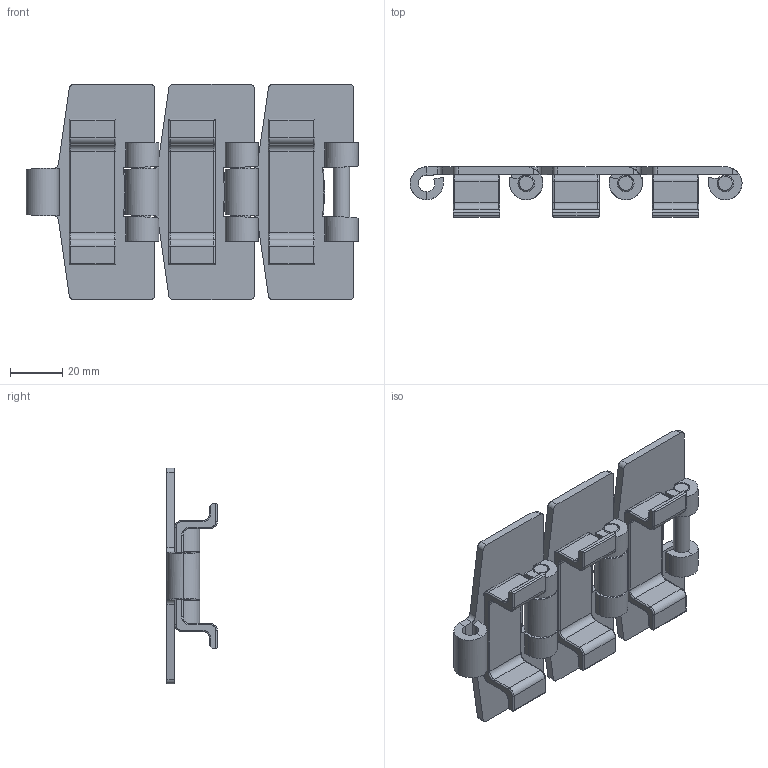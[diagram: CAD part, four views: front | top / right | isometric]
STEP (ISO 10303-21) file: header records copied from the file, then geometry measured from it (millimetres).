
FILE_DESCRIPTION (( 'STEP AP214' ), '1' );
FILE_NAME ('Rexnord-881 TAB-SS 881 TAB K-3-14.step', '2019-03-27T06:52:30', ( '' ), ( '' ), 'SwSTEP 2.0', 'SolidWorks 2019', '' );
FILE_SCHEMA (( 'AUTOMOTIVE_DESIGN' ));
Length unit declared in the file: inch
Products named in the file (3): 881_SS; Pin; Rexnord-881 TAB-SS 881 TAB K-3-14
Assembly tree (6 placements, depth 2):
  Rexnord-881 TAB-SS 881 TAB K-3-14
    881_SS  x3
    Pin  x3
Bounding box: 127.06 x 19.3 x 82.55 mm (x, y, z)
Volume: 49754.3 mm3; surface area: 37272.6 mm2
Topology: 9 solids, 9 shells, 411 faces, 1017 edges, 618 vertices
Faces by surface type: cylinder 180, plane 153, torus 48, bspline 12, cone 12, sphere 6
Entity records: 4362 total; most frequent: CARTESIAN_POINT 901, DIRECTION 703, ORIENTED_EDGE 674, EDGE_CURVE 337, AXIS2_PLACEMENT_3D 262, VERTEX_POINT 206, LINE 179, VECTOR 179
